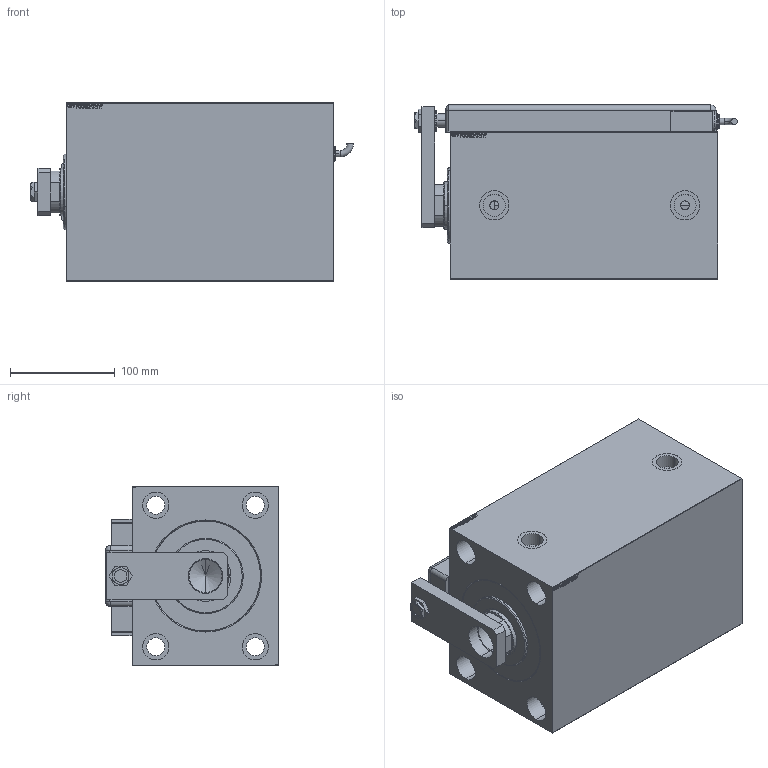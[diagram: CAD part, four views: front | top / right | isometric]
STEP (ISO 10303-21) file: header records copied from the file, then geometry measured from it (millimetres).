
FILE_DESCRIPTION (( 'STEP AP203' ), '1' );
FILE_NAME ('86d0.STEP', '2021-03-19T04:41:37', ( '' ), ( '' ), 'SwSTEP 2.0', 'SolidWorks 2019', '' );
FILE_SCHEMA (( 'CONFIG_CONTROL_DESIGN' ));
Length unit declared in the file: millimetre
Products named in the file (13): SWITCH DIM A_G 4b291f2ac2421ef0621457155d0b2e70; V450CM_C_VCP 4b291f2ac2421ef0621457155d0b2e70; TYC 4b291f2ac2421ef0621457155d0b2e70; KRYT 4b291f2ac2421ef0621457155d0b2e70; 86d0; SWITCH_Q_FRONT_BACK 4b291f2ac2421ef0621457155d0b2e70; NUT_D13 4b291f2ac2421ef0621457155d0b2e70; MAGNETIC SWITCH Q 4b291f2ac2421ef0621457155d0b2e70; ZARAZKA_Q 4b291f2ac2421ef0621457155d0b2e70; NUT_D19 4b291f2ac2421ef0621457155d0b2e70; V450CM_VC_B 4b291f2ac2421ef0621457155d0b2e70; SWITCH Q 4b291f2ac2421ef0621457155d0b2e70; V450CM_C 4b291f2ac2421ef0621457155d0b2e70
Assembly tree (13 placements, depth 3):
  86d0
    V450CM_C 4b291f2ac2421ef0621457155d0b2e70
    V450CM_C_VCP 4b291f2ac2421ef0621457155d0b2e70
    V450CM_VC_B 4b291f2ac2421ef0621457155d0b2e70
    MAGNETIC SWITCH Q 4b291f2ac2421ef0621457155d0b2e70
      SWITCH_Q_FRONT_BACK 4b291f2ac2421ef0621457155d0b2e70
      TYC 4b291f2ac2421ef0621457155d0b2e70
      ZARAZKA_Q 4b291f2ac2421ef0621457155d0b2e70
      SWITCH DIM A_G 4b291f2ac2421ef0621457155d0b2e70
      NUT_D19 4b291f2ac2421ef0621457155d0b2e70
      NUT_D13 4b291f2ac2421ef0621457155d0b2e70
      KRYT 4b291f2ac2421ef0621457155d0b2e70
      SWITCH Q 4b291f2ac2421ef0621457155d0b2e70  x2
Bounding box: 307.66 x 165.8 x 170 mm (x, y, z)
Volume: 5096781.4 mm3; surface area: 532145.3 mm2
Topology: 13 solids, 13 shells, 1249 faces, 3171 edges, 2093 vertices
Faces by surface type: plane 615, bspline 471, cylinder 117, cone 22, torus 22, sphere 2
Entity records: 59896 total; most frequent: CARTESIAN_POINT 32233, ORIENTED_EDGE 6146, DIRECTION 3887, EDGE_CURVE 3073, VERTEX_POINT 2033, LINE 1829, VECTOR 1829, EDGE_LOOP 1382
